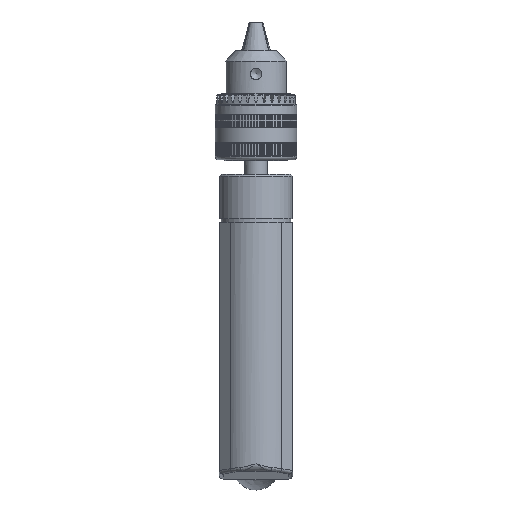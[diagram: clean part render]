
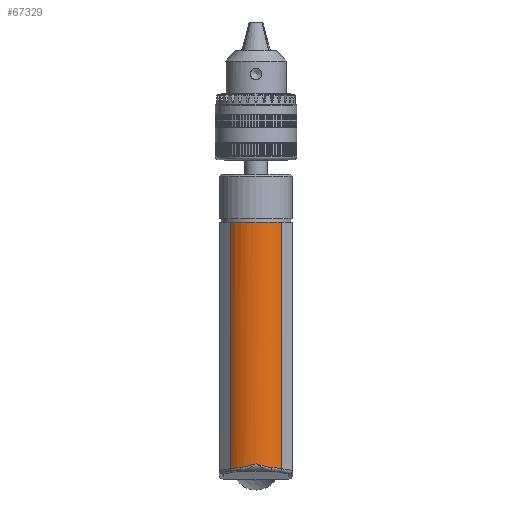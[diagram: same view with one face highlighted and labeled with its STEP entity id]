
A CAD part, left-side view. The second image highlights one B-rep face of the part: STEP entity #67329.
In plain terms, the highlighted cylindrical face has radius 19 mm (diameter 38 mm), a partial arc.
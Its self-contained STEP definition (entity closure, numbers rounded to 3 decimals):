
#66418=CARTESIAN_POINT('',(-19.,0.0,-65.296));
#66419=VERTEX_POINT('',#66418);
#66730=CARTESIAN_POINT('',(-13.435,-13.435,-67.852));
#66731=VERTEX_POINT('',#66730);
#66784=CARTESIAN_POINT('',(-17.153,-8.172,-67.265));
#66785=VERTEX_POINT('',#66784);
#66786=CARTESIAN_POINT('',(0.0,0.0,-69.972));
#66787=DIRECTION('',(-0.156,0.0,-0.988));
#66788=DIRECTION('',(-0.988,0.0,0.156));
#66789=AXIS2_PLACEMENT_3D('',#66786,#66787,#66788);
#66790=ELLIPSE('',#66789,19.235,19.0);
#66791=EDGE_CURVE('',#66731,#66785,#66790,.T.);
#66970=CARTESIAN_POINT('',(-17.153,-8.172,-67.265));
#66971=CARTESIAN_POINT('',(-17.331,-7.799,-67.237));
#66972=CARTESIAN_POINT('',(-17.661,-7.042,-67.146));
#66973=CARTESIAN_POINT('',(-18.079,-5.887,-66.932));
#66974=CARTESIAN_POINT('',(-18.417,-4.72,-66.662));
#66975=CARTESIAN_POINT('',(-18.851,-2.775,-66.148));
#66976=CARTESIAN_POINT('',(-18.999,-1.197,-65.663));
#66977=CARTESIAN_POINT('',(-19.,-0.021,-65.302));
#66978=CARTESIAN_POINT('',(-19.,-0.014,-65.3));
#66979=CARTESIAN_POINT('',(-19.,-0.007,-65.298));
#66980=CARTESIAN_POINT('',(-19.,0.,-65.296));
#66981=B_SPLINE_CURVE_WITH_KNOTS('',3,(#66970,#66971,#66972,#66973,#66974,#66975,#66976,#66977,#66978,#66979,#66980),.UNSPECIFIED.,.F.,.U.,(4,1,1,1,1,3,4),(-0.779,-0.668,-0.556,-0.445,-0.334,0.0,0.002),.UNSPECIFIED.);
#66982=EDGE_CURVE('',#66785,#66419,#66981,.T.);
#67120=CARTESIAN_POINT('',(-17.153,8.172,-67.265));
#67121=VERTEX_POINT('',#67120);
#67122=CARTESIAN_POINT('',(-19.,0.,-65.296));
#67123=CARTESIAN_POINT('',(-19.,0.007,-65.298));
#67124=CARTESIAN_POINT('',(-19.,0.014,-65.3));
#67125=CARTESIAN_POINT('',(-19.,0.021,-65.302));
#67126=CARTESIAN_POINT('',(-18.999,1.197,-65.663));
#67127=CARTESIAN_POINT('',(-18.851,2.775,-66.148));
#67128=CARTESIAN_POINT('',(-18.417,4.72,-66.662));
#67129=CARTESIAN_POINT('',(-18.079,5.887,-66.932));
#67130=CARTESIAN_POINT('',(-17.661,7.042,-67.146));
#67131=CARTESIAN_POINT('',(-17.331,7.799,-67.237));
#67132=CARTESIAN_POINT('',(-17.153,8.172,-67.265));
#67133=B_SPLINE_CURVE_WITH_KNOTS('',3,(#67122,#67123,#67124,#67125,#67126,#67127,#67128,#67129,#67130,#67131,#67132),.UNSPECIFIED.,.F.,.U.,(4,3,1,1,1,1,4),(-0.781,-0.779,-0.445,-0.334,-0.223,-0.111,0.),.UNSPECIFIED.);
#67134=EDGE_CURVE('',#66419,#67121,#67133,.T.);
#67199=CARTESIAN_POINT('',(-13.435,13.435,-67.852));
#67200=VERTEX_POINT('',#67199);
#67201=CARTESIAN_POINT('',(0.0,0.0,-69.972));
#67202=DIRECTION('',(-0.156,0.0,-0.988));
#67203=DIRECTION('',(-0.988,0.0,0.156));
#67204=AXIS2_PLACEMENT_3D('',#67201,#67202,#67203);
#67205=ELLIPSE('',#67204,19.235,19.0);
#67206=EDGE_CURVE('',#67121,#67200,#67205,.T.);
#67282=CARTESIAN_POINT('',(-13.435,13.435,60.3));
#67283=VERTEX_POINT('',#67282);
#67293=CARTESIAN_POINT('',(-13.435,13.435,60.3));
#67294=DIRECTION('',(0.0,0.0,-1.0));
#67295=VECTOR('',#67294,128.152);
#67296=LINE('',#67293,#67295);
#67297=EDGE_CURVE('',#67283,#67200,#67296,.T.);
#67302=CARTESIAN_POINT('',(0.0,0.0,0.0));
#67303=DIRECTION('',(0.0,0.0,1.0));
#67304=DIRECTION('',(0.707,-0.707,0.0));
#67305=AXIS2_PLACEMENT_3D('',#67302,#67303,#67304);
#67306=CYLINDRICAL_SURFACE('',#67305,19.0);
#67307=CARTESIAN_POINT('',(-13.435,-13.435,60.3));
#67308=VERTEX_POINT('',#67307);
#67309=CARTESIAN_POINT('',(0.0,0.0,60.3));
#67310=DIRECTION('',(0.0,0.0,-1.));
#67311=DIRECTION('',(0.707,-0.707,0.0));
#67312=AXIS2_PLACEMENT_3D('',#67309,#67310,#67311);
#67313=CIRCLE('',#67312,19.0);
#67314=EDGE_CURVE('',#67308,#67283,#67313,.T.);
#67315=ORIENTED_EDGE('',*,*,#67314,.T.);
#67316=ORIENTED_EDGE('',*,*,#67297,.T.);
#67317=ORIENTED_EDGE('',*,*,#67206,.F.);
#67318=ORIENTED_EDGE('',*,*,#67134,.F.);
#67319=ORIENTED_EDGE('',*,*,#66982,.F.);
#67320=ORIENTED_EDGE('',*,*,#66791,.F.);
#67321=CARTESIAN_POINT('',(-13.435,-13.435,-67.852));
#67322=DIRECTION('',(0.0,0.0,1.0));
#67323=VECTOR('',#67322,128.152);
#67324=LINE('',#67321,#67323);
#67325=EDGE_CURVE('',#66731,#67308,#67324,.T.);
#67326=ORIENTED_EDGE('',*,*,#67325,.T.);
#67327=EDGE_LOOP('',(#67315,#67316,#67317,#67318,#67319,#67320,#67326));
#67328=FACE_OUTER_BOUND('',#67327,.T.);
#67329=ADVANCED_FACE('',(#67328),#67306,.T.);
